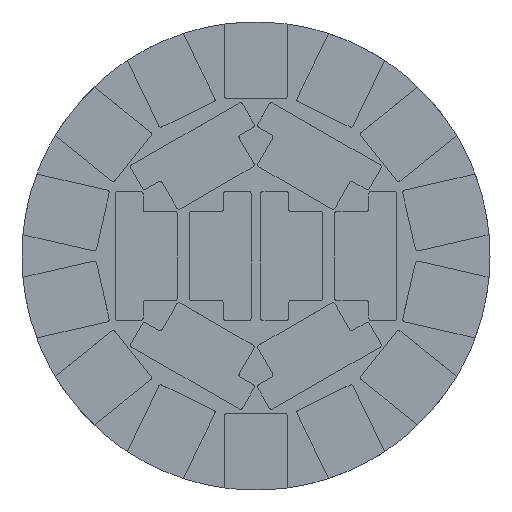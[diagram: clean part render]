
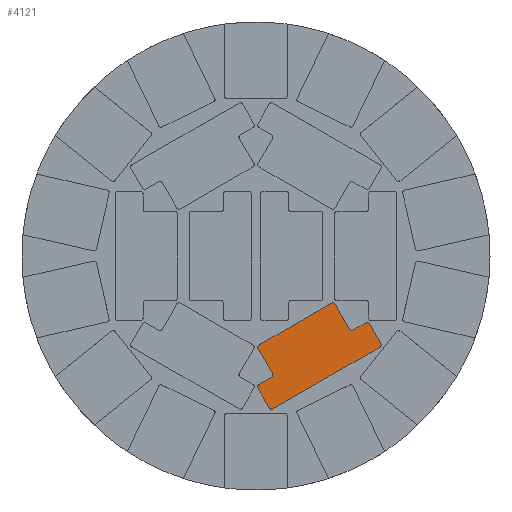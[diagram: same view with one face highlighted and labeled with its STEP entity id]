
A CAD part, top view. The second image highlights one B-rep face of the part: STEP entity #4121.
In plain terms, the highlighted planar face has unit normal (0, 0, 1).
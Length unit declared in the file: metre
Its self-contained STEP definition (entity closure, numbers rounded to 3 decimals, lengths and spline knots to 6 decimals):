
#228=CIRCLE('',#4465,0.00254);
#229=CIRCLE('',#4468,0.00254);
#230=CIRCLE('',#4471,0.00254);
#231=CIRCLE('',#4474,0.00254);
#232=CIRCLE('',#4477,0.00254);
#233=CIRCLE('',#4480,0.00254);
#234=CIRCLE('',#4483,0.00254);
#235=CIRCLE('',#4486,0.00254);
#678=ORIENTED_EDGE('',*,*,#1857,.F.);
#679=ORIENTED_EDGE('',*,*,#1860,.T.);
#680=ORIENTED_EDGE('',*,*,#1862,.T.);
#681=ORIENTED_EDGE('',*,*,#1864,.F.);
#682=ORIENTED_EDGE('',*,*,#1866,.T.);
#683=ORIENTED_EDGE('',*,*,#1868,.F.);
#684=ORIENTED_EDGE('',*,*,#1870,.F.);
#685=ORIENTED_EDGE('',*,*,#1872,.F.);
#686=ORIENTED_EDGE('',*,*,#1874,.T.);
#687=ORIENTED_EDGE('',*,*,#1876,.T.);
#688=ORIENTED_EDGE('',*,*,#1878,.F.);
#689=ORIENTED_EDGE('',*,*,#1880,.T.);
#690=ORIENTED_EDGE('',*,*,#1882,.T.);
#691=ORIENTED_EDGE('',*,*,#1884,.T.);
#692=ORIENTED_EDGE('',*,*,#1886,.F.);
#693=ORIENTED_EDGE('',*,*,#1887,.T.);
#1857=EDGE_CURVE('',#2474,#2475,#228,.T.);
#1860=EDGE_CURVE('',#2474,#2476,#2798,.T.);
#1862=EDGE_CURVE('',#2476,#2477,#229,.T.);
#1864=EDGE_CURVE('',#2478,#2477,#2801,.T.);
#1866=EDGE_CURVE('',#2478,#2479,#230,.T.);
#1868=EDGE_CURVE('',#2480,#2479,#2804,.T.);
#1870=EDGE_CURVE('',#2481,#2480,#231,.T.);
#1872=EDGE_CURVE('',#2482,#2481,#2807,.T.);
#1874=EDGE_CURVE('',#2482,#2483,#232,.T.);
#1876=EDGE_CURVE('',#2483,#2484,#2810,.T.);
#1878=EDGE_CURVE('',#2485,#2484,#233,.T.);
#1880=EDGE_CURVE('',#2485,#2486,#2813,.T.);
#1882=EDGE_CURVE('',#2486,#2487,#234,.T.);
#1884=EDGE_CURVE('',#2487,#2488,#2816,.T.);
#1886=EDGE_CURVE('',#2489,#2488,#235,.T.);
#1887=EDGE_CURVE('',#2489,#2475,#2818,.T.);
#2474=VERTEX_POINT('',#6587);
#2475=VERTEX_POINT('',#6589);
#2476=VERTEX_POINT('',#6593);
#2477=VERTEX_POINT('',#6597);
#2478=VERTEX_POINT('',#6601);
#2479=VERTEX_POINT('',#6605);
#2480=VERTEX_POINT('',#6609);
#2481=VERTEX_POINT('',#6613);
#2482=VERTEX_POINT('',#6617);
#2483=VERTEX_POINT('',#6621);
#2484=VERTEX_POINT('',#6625);
#2485=VERTEX_POINT('',#6629);
#2486=VERTEX_POINT('',#6633);
#2487=VERTEX_POINT('',#6637);
#2488=VERTEX_POINT('',#6641);
#2489=VERTEX_POINT('',#6645);
#2798=LINE('',#6594,#3222);
#2801=LINE('',#6602,#3225);
#2804=LINE('',#6610,#3228);
#2807=LINE('',#6618,#3231);
#2810=LINE('',#6626,#3234);
#2813=LINE('',#6634,#3237);
#2816=LINE('',#6642,#3240);
#2818=LINE('',#6648,#3242);
#3222=VECTOR('',#5184,1.);
#3225=VECTOR('',#5193,1.);
#3228=VECTOR('',#5202,1.);
#3231=VECTOR('',#5211,1.);
#3234=VECTOR('',#5220,1.);
#3237=VECTOR('',#5229,1.);
#3240=VECTOR('',#5238,1.);
#3242=VECTOR('',#5246,1.);
#3536=EDGE_LOOP('',(#678,#679,#680,#681,#682,#683,#684,#685,#686,#687,#688,
#689,#690,#691,#692,#693));
#3768=FACE_BOUND('',#3536,.T.);
#3980=PLANE('',#4488);
#4121=ADVANCED_FACE('',(#3768),#3980,.T.);
#4465=AXIS2_PLACEMENT_3D('',#6588,#5178,#5179);
#4468=AXIS2_PLACEMENT_3D('',#6598,#5188,#5189);
#4471=AXIS2_PLACEMENT_3D('',#6606,#5197,#5198);
#4474=AXIS2_PLACEMENT_3D('',#6614,#5206,#5207);
#4477=AXIS2_PLACEMENT_3D('',#6622,#5215,#5216);
#4480=AXIS2_PLACEMENT_3D('',#6630,#5224,#5225);
#4483=AXIS2_PLACEMENT_3D('',#6638,#5233,#5234);
#4486=AXIS2_PLACEMENT_3D('',#6646,#5242,#5243);
#4488=AXIS2_PLACEMENT_3D('',#6649,#5247,#5248);
#5178=DIRECTION('',(0.,0.,-1.));
#5179=DIRECTION('',(1.,0.,0.));
#5184=DIRECTION('',(0.866,0.5,0.));
#5188=DIRECTION('',(0.,0.,1.));
#5189=DIRECTION('',(1.,0.,0.));
#5193=DIRECTION('',(0.5,-0.866,0.));
#5197=DIRECTION('',(0.,0.,1.));
#5198=DIRECTION('',(1.,0.,0.));
#5202=DIRECTION('',(0.866,0.5,0.));
#5206=DIRECTION('',(0.,0.,1.));
#5207=DIRECTION('',(1.,0.,0.));
#5211=DIRECTION('',(0.5,-0.866,0.));
#5215=DIRECTION('',(0.,0.,1.));
#5216=DIRECTION('',(1.,0.,0.));
#5220=DIRECTION('',(-0.866,-0.5,0.));
#5224=DIRECTION('',(0.,0.,-1.));
#5225=DIRECTION('',(1.,0.,0.));
#5229=DIRECTION('',(0.5,-0.866,0.));
#5233=DIRECTION('',(0.,0.,-1.));
#5234=DIRECTION('',(1.,0.,0.));
#5238=DIRECTION('',(-0.866,-0.5,0.));
#5242=DIRECTION('',(0.,0.,-1.));
#5243=DIRECTION('',(1.,0.,0.));
#5246=DIRECTION('',(0.5,-0.866,0.));
#5247=DIRECTION('',(0.,0.,1.));
#5248=DIRECTION('',(1.,0.,0.));
#6587=CARTESIAN_POINT('',(0.018162,-0.166077,0.00508));
#6588=CARTESIAN_POINT('',(0.016892,-0.163878,0.00508));
#6589=CARTESIAN_POINT('',(0.014692,-0.165148,0.00508));
#6593=CARTESIAN_POINT('',(0.134746,-0.098767,0.00508));
#6594=CARTESIAN_POINT('',(0.047308,-0.14925,0.00508));
#6597=CARTESIAN_POINT('',(0.135676,-0.095298,0.00508));
#6598=CARTESIAN_POINT('',(0.133476,-0.096568,0.00508));
#6601=CARTESIAN_POINT('',(0.122976,-0.0733,0.00508));
#6602=CARTESIAN_POINT('',(0.129326,-0.084299,0.00508));
#6605=CARTESIAN_POINT('',(0.119506,-0.072371,0.00508));
#6606=CARTESIAN_POINT('',(0.120776,-0.07457,0.00508));
#6609=CARTESIAN_POINT('',(0.105208,-0.080626,0.00508));
#6610=CARTESIAN_POINT('',(0.112357,-0.076498,0.00508));
#6613=CARTESIAN_POINT('',(0.101738,-0.079696,0.00508));
#6614=CARTESIAN_POINT('',(0.103938,-0.078426,0.00508));
#6617=CARTESIAN_POINT('',(0.085736,-0.05198,0.00508));
#6618=CARTESIAN_POINT('',(0.093737,-0.065838,0.00508));
#6621=CARTESIAN_POINT('',(0.082267,-0.05105,0.00508));
#6622=CARTESIAN_POINT('',(0.083537,-0.05325,0.00508));
#6625=CARTESIAN_POINT('',(0.003077,-0.09677,0.00508));
#6626=CARTESIAN_POINT('',(0.062469,-0.06248,0.00508));
#6629=CARTESIAN_POINT('',(0.002148,-0.10024,0.00508));
#6630=CARTESIAN_POINT('',(0.004347,-0.09897,0.00508));
#6633=CARTESIAN_POINT('',(0.01815,-0.127956,0.00508));
#6634=CARTESIAN_POINT('',(0.010149,-0.114098,0.00508));
#6637=CARTESIAN_POINT('',(0.01722,-0.131426,0.00508));
#6638=CARTESIAN_POINT('',(0.01595,-0.129226,0.00508));
#6641=CARTESIAN_POINT('',(0.002922,-0.139681,0.00508));
#6642=CARTESIAN_POINT('',(0.010071,-0.135553,0.00508));
#6645=CARTESIAN_POINT('',(0.001992,-0.14315,0.00508));
#6646=CARTESIAN_POINT('',(0.004192,-0.14188,0.00508));
#6648=CARTESIAN_POINT('',(0.008342,-0.154149,0.00508));
#6649=CARTESIAN_POINT('',(0.,0.,0.00508));
